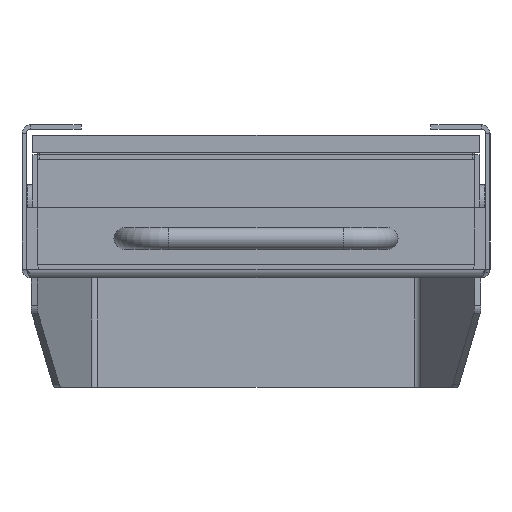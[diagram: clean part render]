
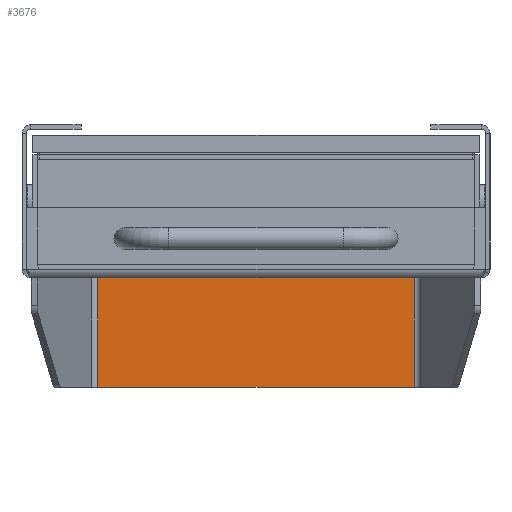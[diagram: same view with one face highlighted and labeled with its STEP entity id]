
A CAD part, left-side view. The second image highlights one B-rep face of the part: STEP entity #3676.
In plain terms, the highlighted planar face has unit normal (-1, 0, 0).
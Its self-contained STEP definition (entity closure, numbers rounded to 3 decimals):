
#174=PLANE('',#3993);
#339=FACE_OUTER_BOUND('',#570,.T.);
#570=EDGE_LOOP('',(#2711,#2712,#2713,#2714));
#848=LINE('',#5574,#1186);
#852=LINE('',#5589,#1190);
#855=LINE('',#5595,#1193);
#856=LINE('',#5597,#1194);
#1186=VECTOR('',#4602,10.);
#1190=VECTOR('',#4620,10.);
#1193=VECTOR('',#4629,10.);
#1194=VECTOR('',#4632,10.);
#1646=VERTEX_POINT('',#5566);
#1647=VERTEX_POINT('',#5572);
#1650=VERTEX_POINT('',#5582);
#1651=VERTEX_POINT('',#5588);
#2010=EDGE_CURVE('',#1646,#1647,#848,.T.);
#2017=EDGE_CURVE('',#1651,#1650,#852,.T.);
#2021=EDGE_CURVE('',#1646,#1650,#855,.T.);
#2022=EDGE_CURVE('',#1651,#1647,#856,.T.);
#2711=ORIENTED_EDGE('',*,*,#2010,.T.);
#2712=ORIENTED_EDGE('',*,*,#2022,.F.);
#2713=ORIENTED_EDGE('',*,*,#2017,.T.);
#2714=ORIENTED_EDGE('',*,*,#2021,.F.);
#3676=ADVANCED_FACE('',(#339),#174,.F.);
#3993=AXIS2_PLACEMENT_3D('',#5596,#4630,#4631);
#4602=DIRECTION('',(0.,0.,1.));
#4620=DIRECTION('',(0.,0.,-1.));
#4629=DIRECTION('',(0.,1.,0.));
#4630=DIRECTION('center_axis',(1.,0.,0.));
#4631=DIRECTION('ref_axis',(0.,0.,
-1.));
#4632=DIRECTION('',(0.,-1.,0.));
#5566=CARTESIAN_POINT('',(-56.,-72.396,-50.));
#5572=CARTESIAN_POINT('',(-56.,-72.396,0.));
#5574=CARTESIAN_POINT('',(-56.,-72.396,-12.5));
#5582=CARTESIAN_POINT('',(-56.,72.396,-50.));
#5588=CARTESIAN_POINT('',(-56.,72.396,0.));
#5589=CARTESIAN_POINT('',(-56.,72.396,-37.5));
#5595=CARTESIAN_POINT('',(-56.,-77.,-50.));
#5596=CARTESIAN_POINT('Origin',(-56.,0.,
-25.));
#5597=CARTESIAN_POINT('',(-56.,0.,0.));
